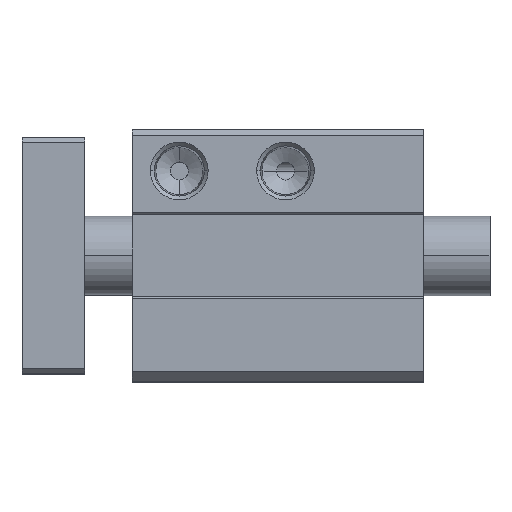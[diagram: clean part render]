
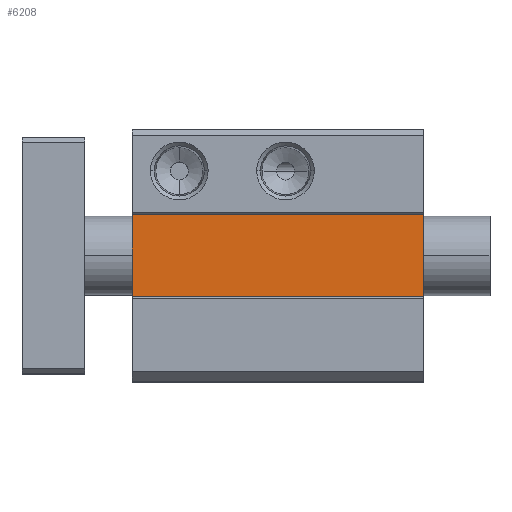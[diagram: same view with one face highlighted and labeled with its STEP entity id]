
A CAD part, top view. The second image highlights one B-rep face of the part: STEP entity #6208.
In plain terms, the highlighted planar face has unit normal (0, 0, 1).
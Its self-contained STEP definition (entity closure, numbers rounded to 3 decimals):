
#523 = LINE ( 'NONE', #12694, #1215 ) ;
#574 = EDGE_CURVE ( 'NONE', #10604, #9564, #10940, .T. ) ;
#649 = CARTESIAN_POINT ( 'NONE',  ( 0., -10.3, 73.4 ) ) ;
#813 = ORIENTED_EDGE ( 'NONE', *, *, #12865, .T. ) ;
#1215 = VECTOR ( 'NONE', #8771, 1000. ) ;
#1799 = VERTEX_POINT ( 'NONE', #7951 ) ;
#2991 = ORIENTED_EDGE ( 'NONE', *, *, #574, .F. ) ;
#3073 = CARTESIAN_POINT ( 'NONE',  ( 74., -10.3, 73.4 ) ) ;
#3876 = CARTESIAN_POINT ( 'NONE',  ( 0., -10.3, 73.4 ) ) ;
#3943 = ORIENTED_EDGE ( 'NONE', *, *, #12508, .F. ) ;
#4024 = AXIS2_PLACEMENT_3D ( 'NONE', #3876, #11904, #9120 ) ;
#4592 = CARTESIAN_POINT ( 'NONE',  ( 74., -10.3, 73.4 ) ) ;
#5001 = LINE ( 'NONE', #3073, #5252 ) ;
#5252 = VECTOR ( 'NONE', #8379, 1000. ) ;
#6067 = FACE_OUTER_BOUND ( 'NONE', #10139, .T. ) ;
#6208 = ADVANCED_FACE ( 'NONE', ( #6067 ), #12972, .T. ) ;
#6228 = CARTESIAN_POINT ( 'NONE',  ( 0., 10.3, 73.4 ) ) ;
#7951 = CARTESIAN_POINT ( 'NONE',  ( 0., 10.3, 73.4 ) ) ;
#8206 = CARTESIAN_POINT ( 'NONE',  ( 0., -10.3, 73.4 ) ) ;
#8379 = DIRECTION ( 'NONE',  ( 0., 1., 0. ) ) ;
#8771 = DIRECTION ( 'NONE',  ( 0., -1., 0. ) ) ;
#9080 = CARTESIAN_POINT ( 'NONE',  ( 74., 10.3, 73.4 ) ) ;
#9120 = DIRECTION ( 'NONE',  ( 1., 0., 0. ) ) ;
#9466 = VERTEX_POINT ( 'NONE', #9080 ) ;
#9564 = VERTEX_POINT ( 'NONE', #8206 ) ;
#10139 = EDGE_LOOP ( 'NONE', ( #11066, #2991, #813, #3943 ) ) ;
#10462 = LINE ( 'NONE', #6228, #11801 ) ;
#10604 = VERTEX_POINT ( 'NONE', #4592 ) ;
#10940 = LINE ( 'NONE', #649, #11478 ) ;
#11066 = ORIENTED_EDGE ( 'NONE', *, *, #13093, .T. ) ;
#11478 = VECTOR ( 'NONE', #12951, 1000. ) ;
#11801 = VECTOR ( 'NONE', #12463, 1000. ) ;
#11904 = DIRECTION ( 'NONE',  ( 0., 0., 1. ) ) ;
#12463 = DIRECTION ( 'NONE',  ( 1., 0., 0. ) ) ;
#12508 = EDGE_CURVE ( 'NONE', #1799, #9466, #10462, .T. ) ;
#12694 = CARTESIAN_POINT ( 'NONE',  ( 0., -10.3, 73.4 ) ) ;
#12865 = EDGE_CURVE ( 'NONE', #10604, #9466, #5001, .T. ) ;
#12951 = DIRECTION ( 'NONE',  ( -1., 0., 0. ) ) ;
#12972 = PLANE ( 'NONE',  #4024 ) ;
#13093 = EDGE_CURVE ( 'NONE', #1799, #9564, #523, .T. ) ;
